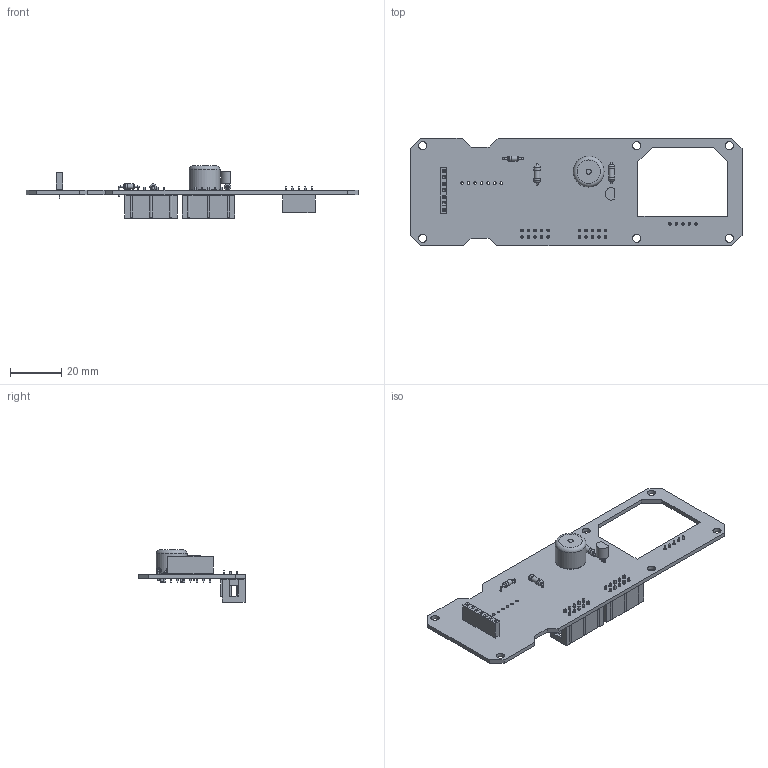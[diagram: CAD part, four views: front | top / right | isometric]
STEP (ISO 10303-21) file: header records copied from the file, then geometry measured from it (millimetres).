
FILE_DESCRIPTION(('KiCad electronic assembly'),'2;1');
FILE_NAME('Marlin_UIBOX.step','2019-01-16T04:21:00',('An Author'),( 'A Company'),'Open CASCADE STEP processor 6.9', 'KiCad to STEP converter','Unknown');
FILE_SCHEMA(('AUTOMOTIVE_DESIGN { 1 0 10303 214 1 1 1 1 }'));
Length unit declared in the file: millimetre
Products named in the file (16): Open CASCADE STEP translator 6.9 1; IDC-Header_2x05_P2.54mm_Vertical; SOLID; D_DO-35_SOD27_P7.62mm_Horizontal; COMPOUND; PinSocket_1x07_P2.54mm_Vertical; PinSocket_1x05_P2.54mm_Vertical; Buzzer_12x9.5RM7.6; TO-92_Inline; R_Axial_DIN0207_L6.3mm_D2.5mm_P7.62mm_Horizontal
Assembly tree (17 placements, depth 3):
  Open CASCADE STEP translator 6.9 1
    IDC-Header_2x05_P2.54mm_Vertical  x2
      SOLID
    D_DO-35_SOD27_P7.62mm_Horizontal
      COMPOUND
    PinSocket_1x07_P2.54mm_Vertical
      SOLID
    PinSocket_1x05_P2.54mm_Vertical
      SOLID
    Buzzer_12x9.5RM7.6
      SOLID
    TO-92_Inline
      SOLID
    R_Axial_DIN0207_L6.3mm_D2.5mm_P7.62mm_Horizontal  x2
      SOLID
    COMPOUND
Bounding box: 129.2 x 42 x 20.33 mm (x, y, z)
Volume: 10234.2 mm3; surface area: 14231.3 mm2
Topology: 11 solids, 11 shells, 994 faces, 2414 edges, 1538 vertices
Faces by surface type: plane 883, cylinder 95, torus 16
Full cylindrical faces by diameter (mm): 0.5 x3, 0.6 x4, 0.75 x3, 0.8 x6, 0.9 x2, 1 x33, 1.016 x20, 2 x3, 2.02 x1, 2.25 x2, 2.5 x4, 3.2 x6, 12 x1
Entity records: 53259 total; most frequent: CARTESIAN_POINT 9744, DIRECTION 7202, LINE 5249, VECTOR 5249, ORIENTED_EDGE 3742, PCURVE 3742, DEFINITIONAL_REPRESENTATION 3742, EDGE_CURVE 1871
